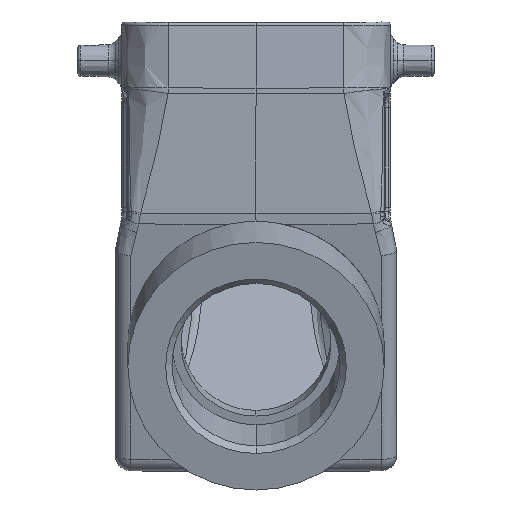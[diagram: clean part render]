
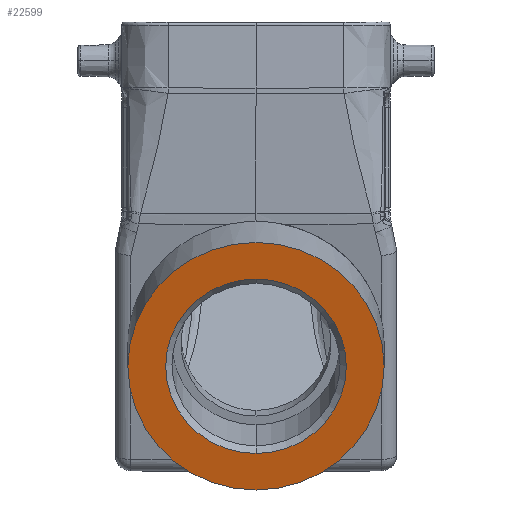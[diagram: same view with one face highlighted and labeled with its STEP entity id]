
A CAD part, left-side view. The second image highlights one B-rep face of the part: STEP entity #22599.
In plain terms, the highlighted planar face has unit normal (-0.966, 0, -0.259).
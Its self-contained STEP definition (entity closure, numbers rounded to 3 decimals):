
#5743=CARTESIAN_POINT('',(-41.947,0.,-55.08));
#5744=DIRECTION('',(0.966,0.,0.259));
#5745=DIRECTION('',(0.,-1.,0.));
#5746=AXIS2_PLACEMENT_3D('',#5743,#5744,#5745);
#5748=CARTESIAN_POINT('',(-41.947,0.,-55.08));
#5749=DIRECTION('',(0.966,0.,0.259));
#5750=DIRECTION('',(0.,1.,0.));
#5751=AXIS2_PLACEMENT_3D('',#5748,#5749,#5750);
#5753=CARTESIAN_POINT('',(-41.947,0.,
-55.08));
#5754=DIRECTION('',(0.966,0.,0.259));
#5755=DIRECTION('',(-0.259,0.,0.966));
#5756=AXIS2_PLACEMENT_3D('',#5753,#5754,#5755);
#5758=CARTESIAN_POINT('',(-41.947,0.,-55.08));
#5759=DIRECTION('',(0.966,0.,0.259));
#5760=DIRECTION('',(0.259,0.,-0.966));
#5761=AXIS2_PLACEMENT_3D('',#5758,#5759,#5760);
#9640=CARTESIAN_POINT('',(-41.947,-20.5,-55.08));
#9642=VERTEX_POINT('',#9640);
#9653=CARTESIAN_POINT('',(-41.947,20.5,-55.08));
#9654=VERTEX_POINT('',#9653);
#11327=CARTESIAN_POINT('',(-45.687,0.,
-41.122));
#11328=CARTESIAN_POINT('',(-38.207,0.,-69.037));
#11329=VERTEX_POINT('',#11327);
#11330=VERTEX_POINT('',#11328);
#22584=CARTESIAN_POINT('',(-52.907,0.,-14.176));
#22585=DIRECTION('',(-0.966,0.,-0.259));
#22586=DIRECTION('',(0.,1.,0.));
#22587=AXIS2_PLACEMENT_3D('',#22584,#22585,#22586);
#22588=PLANE('',#22587);
#22589=ORIENTED_EDGE('',*,*,#12336,.T.);
#22590=ORIENTED_EDGE('',*,*,#12363,.T.);
#22591=EDGE_LOOP('',(#22589,#22590));
#22592=FACE_OUTER_BOUND('',#22591,.F.);
#22594=ORIENTED_EDGE('',*,*,#22593,.F.);
#22596=ORIENTED_EDGE('',*,*,#22595,.F.);
#22597=EDGE_LOOP('',(#22594,#22596));
#22598=FACE_BOUND('',#22597,.F.);
#22599=ADVANCED_FACE('',(#22592,#22598),#22588,.T.);
#5747=CIRCLE('',#5746,20.5);
#5752=CIRCLE('',#5751,20.5);
#5757=CIRCLE('',#5756,14.45);
#5762=CIRCLE('',#5761,14.45);
#12336=EDGE_CURVE('',#9642,#9654,#5747,.T.);
#12363=EDGE_CURVE('',#9654,#9642,#5752,.T.);
#22593=EDGE_CURVE('',#11329,#11330,#5757,.T.);
#22595=EDGE_CURVE('',#11330,#11329,#5762,.T.);
